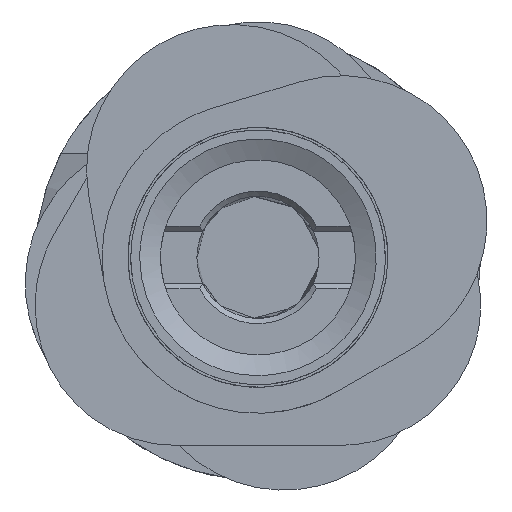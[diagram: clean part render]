
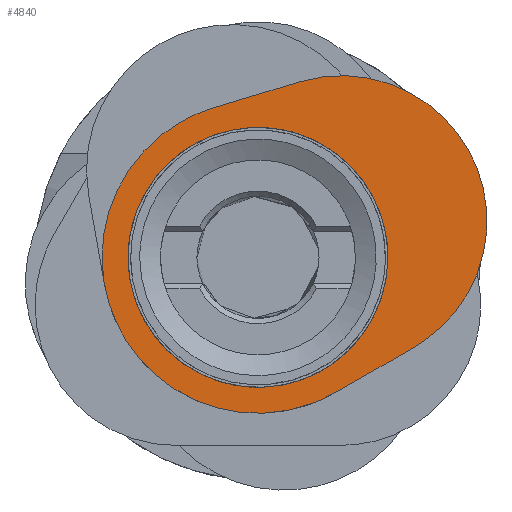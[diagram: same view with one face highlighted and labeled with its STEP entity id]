
A CAD part, front view. The second image highlights one B-rep face of the part: STEP entity #4840.
In plain terms, the highlighted free-form (B-spline) face has degree [1, 1] with [2, 2] control points.
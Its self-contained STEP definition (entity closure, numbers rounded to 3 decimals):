
#4644 = VERTEX_POINT('',#4645);
#4645 = CARTESIAN_POINT('',(-7.141,-212.283,
    -11.551));
#4650 = EDGE_CURVE('',#4644,#4644,#4651,.T.);
#4651 = ( BOUNDED_CURVE() B_SPLINE_CURVE(2,(#4652,#4653,#4654,#4655,
#4656,#4657,#4658),.UNSPECIFIED.,.T.,.F.) B_SPLINE_CURVE_WITH_KNOTS((3,2
    ,2,3),(3.142,5.236,7.33,9.425),
.PIECEWISE_BEZIER_KNOTS.) CURVE() GEOMETRIC_REPRESENTATION_ITEM() 
RATIONAL_B_SPLINE_CURVE((1.,0.5,1.,0.5,1.,0.5,1.)) REPRESENTATION_ITEM(
  '') );
#4652 = CARTESIAN_POINT('',(-7.141,-212.283,
    -11.551));
#4653 = CARTESIAN_POINT('',(12.866,-212.283,
    -2.874));
#4654 = CARTESIAN_POINT('',(-4.652,-212.283,
    10.114));
#4655 = CARTESIAN_POINT('',(-22.169,-212.283,
    23.101));
#4656 = CARTESIAN_POINT('',(-24.658,-212.283,
    1.437));
#4657 = CARTESIAN_POINT('',(-27.147,-212.283,
    -20.227));
#4658 = CARTESIAN_POINT('',(-7.141,-212.283,
    -11.551));
#4693 = EDGE_CURVE('',#4694,#4696,#4698,.T.);
#4694 = VERTEX_POINT('',#4695);
#4695 = CARTESIAN_POINT('',(-8.162,-212.283,
    16.999));
#4696 = VERTEX_POINT('',#4697);
#4697 = CARTESIAN_POINT('',(2.986,-212.283,
    -8.705));
#4698 = ( BOUNDED_CURVE() B_SPLINE_CURVE(2,(#4699,#4700,#4701,#4702,
#4703),.UNSPECIFIED.,.F.,.F.) B_SPLINE_CURVE_WITH_KNOTS((3,2,3),(0.,
1.456,2.913),.PIECEWISE_BEZIER_KNOTS.) CURVE() 
GEOMETRIC_REPRESENTATION_ITEM() RATIONAL_B_SPLINE_CURVE((1.,
0.746,1.,0.746,1.)) REPRESENTATION_ITEM('') );
#4699 = CARTESIAN_POINT('',(-8.162,-212.283,
    16.999));
#4700 = CARTESIAN_POINT('',(3.869,-212.283,
    20.653));
#4701 = CARTESIAN_POINT('',(8.872,-212.283,
    9.117));
#4702 = CARTESIAN_POINT('',(13.875,-212.283,
    -2.418));
#4703 = CARTESIAN_POINT('',(2.986,-212.283,
    -8.705));
#4741 = EDGE_CURVE('',#4742,#4694,#4744,.T.);
#4742 = VERTEX_POINT('',#4743);
#4743 = CARTESIAN_POINT('',(-16.732,-212.283,
    14.397));
#4744 = B_SPLINE_CURVE_WITH_KNOTS('',1,(#4745,#4746),.UNSPECIFIED.,.F.,
  .F.,(2,2),(0.,8.892),.PIECEWISE_BEZIER_KNOTS.);
#4745 = CARTESIAN_POINT('',(-16.732,-212.283,
    14.397));
#4746 = CARTESIAN_POINT('',(-8.162,-212.283,
    16.999));
#4769 = EDGE_CURVE('',#4770,#4742,#4772,.T.);
#4770 = VERTEX_POINT('',#4771);
#4771 = CARTESIAN_POINT('',(-4.423,-212.283,
    -12.983));
#4772 = ( BOUNDED_CURVE() B_SPLINE_CURVE(2,(#4773,#4774,#4775,#4776,
#4777),.UNSPECIFIED.,.F.,.F.) B_SPLINE_CURVE_WITH_KNOTS((3,2,3),(0.,
1.685,3.37),.PIECEWISE_BEZIER_KNOTS.) CURVE() 
GEOMETRIC_REPRESENTATION_ITEM() RATIONAL_B_SPLINE_CURVE((1.,
0.666,1.,0.666,1.)) REPRESENTATION_ITEM('') );
#4773 = CARTESIAN_POINT('',(-4.423,-212.283,
    -12.983));
#4774 = CARTESIAN_POINT('',(-18.983,-212.283,
    -21.648));
#4775 = CARTESIAN_POINT('',(-25.93,-212.283,
    -6.195));
#4776 = CARTESIAN_POINT('',(-32.877,-212.283,
    9.259));
#4777 = CARTESIAN_POINT('',(-16.732,-212.283,
    14.397));
#4809 = EDGE_CURVE('',#4696,#4770,#4810,.T.);
#4810 = B_SPLINE_CURVE_WITH_KNOTS('',1,(#4811,#4812),.UNSPECIFIED.,.F.,
  .F.,(2,2),(0.,8.494),.PIECEWISE_BEZIER_KNOTS.);
#4811 = CARTESIAN_POINT('',(2.986,-212.283,
    -8.705));
#4812 = CARTESIAN_POINT('',(-4.423,-212.283,
    -12.983));
#4840 = ADVANCED_FACE('',(#4841,#4847),#4850,.F.);
#4841 = FACE_BOUND('',#4842,.T.);
#4842 = EDGE_LOOP('',(#4843,#4844,#4845,#4846));
#4843 = ORIENTED_EDGE('',*,*,#4809,.F.);
#4844 = ORIENTED_EDGE('',*,*,#4693,.F.);
#4845 = ORIENTED_EDGE('',*,*,#4741,.F.);
#4846 = ORIENTED_EDGE('',*,*,#4769,.F.);
#4847 = FACE_BOUND('',#4848,.T.);
#4848 = EDGE_LOOP('',(#4849));
#4849 = ORIENTED_EDGE('',*,*,#4650,.F.);
#4850 = B_SPLINE_SURFACE_WITH_KNOTS('',1,1,(
    (#4851,#4852)
    ,(#4853,#4854
    )),.UNSPECIFIED.,.F.,.F.,.F.,(2,2),(2,2),(-18.875,18.875),(-15.,15.)
  ,.PIECEWISE_BEZIER_KNOTS.);
#4851 = CARTESIAN_POINT('',(14.884,-212.283,
    -4.744));
#4852 = CARTESIAN_POINT('',(2.861,-212.283,
    22.978));
#4853 = CARTESIAN_POINT('',(-19.999,-212.283,
    -19.872));
#4854 = CARTESIAN_POINT('',(-32.022,-212.283,
    7.849));
